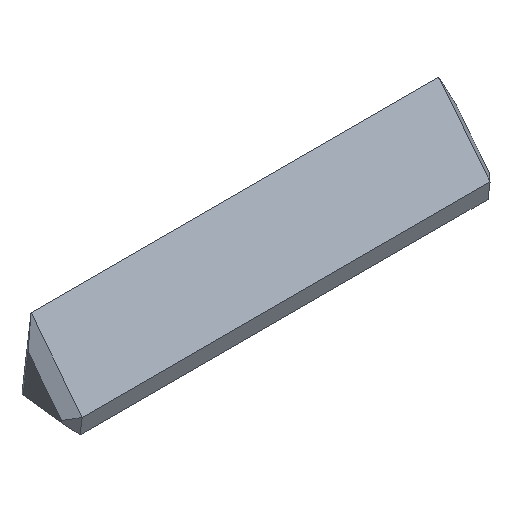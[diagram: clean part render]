
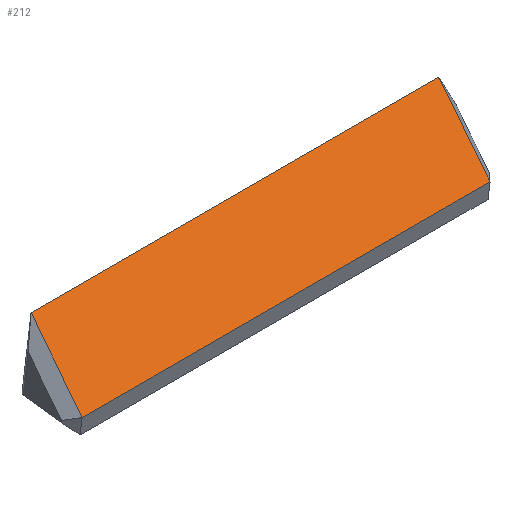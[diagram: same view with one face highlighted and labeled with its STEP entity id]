
A CAD part, isometric view. The second image highlights one B-rep face of the part: STEP entity #212.
In plain terms, the highlighted planar face has unit normal (0, -0.788, 0.616).
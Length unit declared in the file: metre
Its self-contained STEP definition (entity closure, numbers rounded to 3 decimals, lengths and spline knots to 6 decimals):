
#20=ORIENTED_EDGE('',*,*,#76,.F.);
#21=ORIENTED_EDGE('',*,*,#77,.T.);
#22=ORIENTED_EDGE('',*,*,#72,.T.);
#23=ORIENTED_EDGE('',*,*,#78,.T.);
#72=EDGE_CURVE('',#100,#101,#116,.T.);
#76=EDGE_CURVE('',#104,#105,#120,.T.);
#77=EDGE_CURVE('',#104,#100,#121,.T.);
#78=EDGE_CURVE('',#101,#105,#122,.T.);
#100=VERTEX_POINT('',#321);
#101=VERTEX_POINT('',#322);
#104=VERTEX_POINT('',#330);
#105=VERTEX_POINT('',#331);
#116=LINE('',#320,#144);
#120=LINE('',#329,#148);
#121=LINE('',#332,#149);
#122=LINE('',#333,#150);
#144=VECTOR('',#261,1.);
#148=VECTOR('',#267,1.);
#149=VECTOR('',#268,1.);
#150=VECTOR('',#269,1.);
#170=EDGE_LOOP('',(#20,#21,#22,#23));
#184=FACE_BOUND('',#170,.T.);
#198=PLANE('',#239);
#212=ADVANCED_FACE('',(#184),#198,.T.);
#239=AXIS2_PLACEMENT_3D('',#328,#265,#266);
#261=DIRECTION('',(1.,0.,0.));
#265=DIRECTION('',(0.,-0.788,0.616));
#266=DIRECTION('',(0.,-0.616,-0.788));
#267=DIRECTION('',(1.,0.,0.));
#268=DIRECTION('',(0.,-0.616,-0.788));
#269=DIRECTION('',(0.,0.616,0.788));
#320=CARTESIAN_POINT('',(-0.01595,-0.064147,0.012951));
#321=CARTESIAN_POINT('',(-0.0152,-0.064147,0.012951));
#322=CARTESIAN_POINT('',(0.0153,-0.064147,0.012951));
#328=CARTESIAN_POINT('',(-0.01595,-0.062147,0.015512));
#329=CARTESIAN_POINT('',(-0.01595,-0.060331,0.017836));
#330=CARTESIAN_POINT('',(-0.0152,-0.060331,0.017836));
#331=CARTESIAN_POINT('',(0.0153,-0.060331,0.017836));
#332=CARTESIAN_POINT('',(-0.0152,-0.064147,0.012951));
#333=CARTESIAN_POINT('',(0.0153,-0.062147,0.015512));
